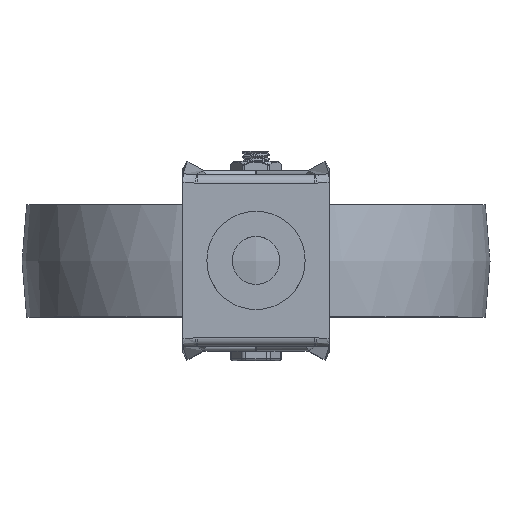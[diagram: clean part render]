
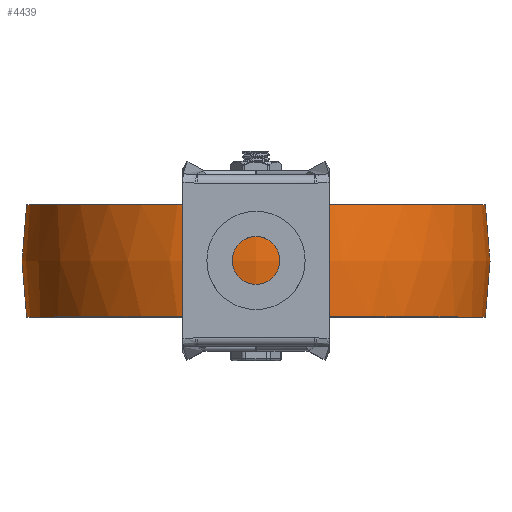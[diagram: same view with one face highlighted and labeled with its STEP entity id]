
A CAD part, top view. The second image highlights one B-rep face of the part: STEP entity #4439.
In plain terms, the highlighted free-form (B-spline) face has degree [2, 2] with [3, 9] control points.
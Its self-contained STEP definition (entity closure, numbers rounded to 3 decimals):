
#17=(
BOUNDED_SURFACE()
B_SPLINE_SURFACE(2,2,((#14290,#14291,#14292,#14293,#14294,#14295,#14296,
#14297,#14298),(#14299,#14300,#14301,#14302,#14303,#14304,#14305,#14306,
#14307),(#14308,#14309,#14310,#14311,#14312,#14313,#14314,#14315,#14316)),
 .UNSPECIFIED.,.F.,.T.,.F.)
B_SPLINE_SURFACE_WITH_KNOTS((3,3),(3,2,2,2,3),(-0.166,0.166),
(-3.142,-1.571,0.,1.571,3.142),
 .UNSPECIFIED.)
GEOMETRIC_REPRESENTATION_ITEM()
RATIONAL_B_SPLINE_SURFACE(((1.,0.707,1.,0.707,1.,
0.707,1.,0.707,1.),(0.986,0.697,
0.986,0.697,0.986,0.697,
0.986,0.697,0.986),(1.,0.707,
1.,0.707,1.,0.707,1.,0.707,1.)))
REPRESENTATION_ITEM('')
SURFACE()
);
#391=FACE_OUTER_BOUND('',#679,.T.);
#679=EDGE_LOOP('',(#3403,#3404,#3405,#3406));
#955=CIRCLE('',#4836,49.);
#956=CIRCLE('',#4837,72.5);
#957=CIRCLE('',#4838,49.);
#1942=VERTEX_POINT('',#14317);
#1943=VERTEX_POINT('',#14319);
#2466=EDGE_CURVE('',#1942,#1942,#955,.T.);
#2467=EDGE_CURVE('',#1942,#1943,#956,.T.);
#2468=EDGE_CURVE('',#1943,#1943,#957,.T.);
#3403=ORIENTED_EDGE('',*,*,#2466,.F.);
#3404=ORIENTED_EDGE('',*,*,#2467,.T.);
#3405=ORIENTED_EDGE('',*,*,#2468,.T.);
#3406=ORIENTED_EDGE('',*,*,#2467,.F.);
#4439=ADVANCED_FACE('',(#391),#17,.F.);
#4836=AXIS2_PLACEMENT_3D('',#14318,#5649,#5650);
#4837=AXIS2_PLACEMENT_3D('',#14320,#5651,#5652);
#4838=AXIS2_PLACEMENT_3D('',#14321,#5653,#5654);
#5649=DIRECTION('center_axis',(0.,1.,0.));
#5650=DIRECTION('ref_axis',(0.,0.,1.));
#5651=DIRECTION('center_axis',(-1.,0.,0.));
#5652=DIRECTION('ref_axis',(0.,0.,-1.));
#5653=DIRECTION('center_axis',(0.,1.,0.));
#5654=DIRECTION('ref_axis',(0.,0.,1.));
#14290=CARTESIAN_POINT('Ctrl Pts',(0.,-12.,-49.));
#14291=CARTESIAN_POINT('Ctrl Pts',(-49.,-12.,-49.));
#14292=CARTESIAN_POINT('Ctrl Pts',(-49.,-12.,0.));
#14293=CARTESIAN_POINT('Ctrl Pts',(-49.,-12.,49.));
#14294=CARTESIAN_POINT('Ctrl Pts',(0.,-12.,49.));
#14295=CARTESIAN_POINT('Ctrl Pts',(49.,-12.,49.));
#14296=CARTESIAN_POINT('Ctrl Pts',(49.,-12.,0.));
#14297=CARTESIAN_POINT('Ctrl Pts',(49.,-12.,-49.));
#14298=CARTESIAN_POINT('Ctrl Pts',(0.,-12.,-49.));
#14299=CARTESIAN_POINT('Ctrl Pts',(0.,0.,-51.014));
#14300=CARTESIAN_POINT('Ctrl Pts',(-51.014,0.,
-51.014));
#14301=CARTESIAN_POINT('Ctrl Pts',(-51.014,0.,
0.));
#14302=CARTESIAN_POINT('Ctrl Pts',(-51.014,0.,
51.014));
#14303=CARTESIAN_POINT('Ctrl Pts',(0.,0.,51.014));
#14304=CARTESIAN_POINT('Ctrl Pts',(51.014,0.,
51.014));
#14305=CARTESIAN_POINT('Ctrl Pts',(51.014,0.,
0.));
#14306=CARTESIAN_POINT('Ctrl Pts',(51.014,0.,
-51.014));
#14307=CARTESIAN_POINT('Ctrl Pts',(0.,0.,-51.014));
#14308=CARTESIAN_POINT('Ctrl Pts',(0.,12.,-49.));
#14309=CARTESIAN_POINT('Ctrl Pts',(-49.,12.,-49.));
#14310=CARTESIAN_POINT('Ctrl Pts',(-49.,12.,0.));
#14311=CARTESIAN_POINT('Ctrl Pts',(-49.,12.,49.));
#14312=CARTESIAN_POINT('Ctrl Pts',(0.,12.,49.));
#14313=CARTESIAN_POINT('Ctrl Pts',(49.,12.,49.));
#14314=CARTESIAN_POINT('Ctrl Pts',(49.,12.,0.));
#14315=CARTESIAN_POINT('Ctrl Pts',(49.,12.,-49.));
#14316=CARTESIAN_POINT('Ctrl Pts',(0.,12.,-49.));
#14317=CARTESIAN_POINT('',(0.,12.,-49.));
#14318=CARTESIAN_POINT('Origin',(0.,12.,0.));
#14319=CARTESIAN_POINT('',(0.,-12.,-49.));
#14320=CARTESIAN_POINT('Origin',(0.,0.,
22.5));
#14321=CARTESIAN_POINT('Origin',(0.,-12.,0.));
